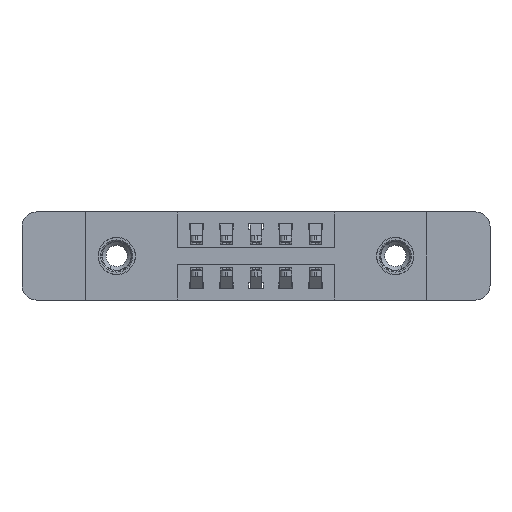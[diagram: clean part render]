
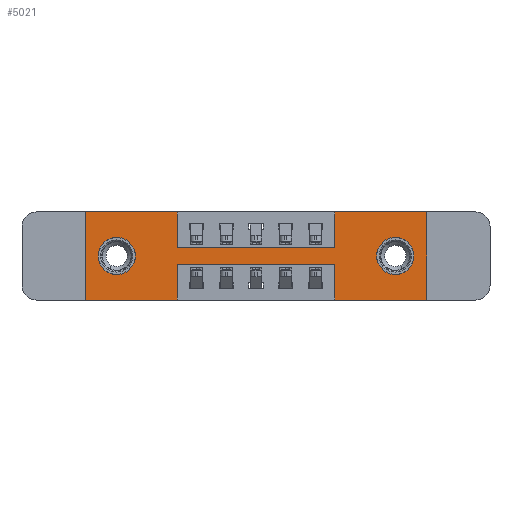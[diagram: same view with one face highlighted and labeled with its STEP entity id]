
A CAD part, front view. The second image highlights one B-rep face of the part: STEP entity #5021.
In plain terms, the highlighted planar face has unit normal (0, -1, 0).
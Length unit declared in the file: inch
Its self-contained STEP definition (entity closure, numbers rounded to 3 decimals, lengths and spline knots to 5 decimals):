
#48 = VERTEX_POINT ( 'NONE', #1351 ) ;
#131 = LINE ( 'NONE', #12317, #4957 ) ;
#311 = ORIENTED_EDGE ( 'NONE', *, *, #3707, .F. ) ;
#392 = DIRECTION ( 'NONE',  ( 0., 0., 1. ) ) ;
#402 = VERTEX_POINT ( 'NONE', #9332 ) ;
#420 = DIRECTION ( 'NONE',  ( 0., 0., -1. ) ) ;
#468 = ORIENTED_EDGE ( 'NONE', *, *, #12981, .T. ) ;
#547 = DIRECTION ( 'NONE',  ( 0., 0., 1. ) ) ;
#766 = VECTOR ( 'NONE', #906, 39.37008 ) ;
#906 = DIRECTION ( 'NONE',  ( 0., 0., -1. ) ) ;
#1103 = ORIENTED_EDGE ( 'NONE', *, *, #7702, .F. ) ;
#1351 = CARTESIAN_POINT ( 'NONE',  ( 0., 0., -0.37 ) ) ;
#1385 = VERTEX_POINT ( 'NONE', #8150 ) ;
#1467 = ORIENTED_EDGE ( 'NONE', *, *, #9564, .F. ) ;
#1728 = CARTESIAN_POINT ( 'NONE',  ( 1.0475, 0., -0.22 ) ) ;
#2114 = EDGE_CURVE ( 'NONE', #10557, #10021, #2483, .T. ) ;
#2164 = EDGE_CURVE ( 'NONE', #11769, #4615, #131, .T. ) ;
#2199 = CARTESIAN_POINT ( 'NONE',  ( 0.3875, 0., 0. ) ) ;
#2266 = CARTESIAN_POINT ( 'NONE',  ( 1.0475, 0., -0.37 ) ) ;
#2483 = LINE ( 'NONE', #2199, #766 ) ;
#2704 = DIRECTION ( 'NONE',  ( 0., 0., -1. ) ) ;
#2746 = CARTESIAN_POINT ( 'NONE',  ( 0.1325, 0., -0.107 ) ) ;
#2950 = CARTESIAN_POINT ( 'NONE',  ( 0.3875, 0., -0.37 ) ) ;
#3302 = CARTESIAN_POINT ( 'NONE',  ( 0.3875, 0., 0. ) ) ;
#3462 = EDGE_CURVE ( 'NONE', #12702, #10301, #5416, .T. ) ;
#3652 = DIRECTION ( 'NONE',  ( 1., 0., 0. ) ) ;
#3707 = EDGE_CURVE ( 'NONE', #12967, #1385, #6840, .T. ) ;
#4031 = ORIENTED_EDGE ( 'NONE', *, *, #10791, .T. ) ;
#4038 = EDGE_LOOP ( 'NONE', ( #468, #11215 ) ) ;
#4084 = CARTESIAN_POINT ( 'NONE',  ( 1.435, 0., 0. ) ) ;
#4110 = EDGE_CURVE ( 'NONE', #6457, #402, #10046, .T. ) ;
#4133 = DIRECTION ( 'NONE',  ( -1., 0., 0. ) ) ;
#4276 = LINE ( 'NONE', #5278, #8293 ) ;
#4367 = ORIENTED_EDGE ( 'NONE', *, *, #6483, .F. ) ;
#4615 = VERTEX_POINT ( 'NONE', #12033 ) ;
#4957 = VECTOR ( 'NONE', #7869, 39.37008 ) ;
#5021 = ADVANCED_FACE ( 'NONE', ( #10361, #13680, #12381 ), #6069, .T. ) ;
#5154 = LINE ( 'NONE', #6432, #5757 ) ;
#5175 = VECTOR ( 'NONE', #13232, 39.37008 ) ;
#5278 = CARTESIAN_POINT ( 'NONE',  ( 0.3875, 0., -0.37 ) ) ;
#5327 = VECTOR ( 'NONE', #9945, 39.37008 ) ;
#5416 = LINE ( 'NONE', #13155, #14122 ) ;
#5445 = EDGE_LOOP ( 'NONE', ( #4031, #11814 ) ) ;
#5454 = ORIENTED_EDGE ( 'NONE', *, *, #2114, .F. ) ;
#5720 = EDGE_LOOP ( 'NONE', ( #4367, #10002, #9868, #6704, #1103, #9258, #311, #1467, #5454, #8611, #6699, #10268 ) ) ;
#5722 = CARTESIAN_POINT ( 'NONE',  ( 0.3875, 0., -0.15 ) ) ;
#5757 = VECTOR ( 'NONE', #9745, 39.37008 ) ;
#5901 = EDGE_CURVE ( 'NONE', #48, #10740, #5154, .T. ) ;
#5965 = VERTEX_POINT ( 'NONE', #4084 ) ;
#6069 = PLANE ( 'NONE',  #7004 ) ;
#6246 = VECTOR ( 'NONE', #12268, 39.37008 ) ;
#6367 = AXIS2_PLACEMENT_3D ( 'NONE', #11572, #10634, #9429 ) ;
#6432 = CARTESIAN_POINT ( 'NONE',  ( 0., 0., 0. ) ) ;
#6441 = CARTESIAN_POINT ( 'NONE',  ( 0., 0., 0. ) ) ;
#6457 = VERTEX_POINT ( 'NONE', #10571 ) ;
#6483 = EDGE_CURVE ( 'NONE', #4615, #13918, #4276, .T. ) ;
#6565 = CARTESIAN_POINT ( 'NONE',  ( 1.435, 0., 0. ) ) ;
#6699 = ORIENTED_EDGE ( 'NONE', *, *, #5901, .F. ) ;
#6704 = ORIENTED_EDGE ( 'NONE', *, *, #3462, .F. ) ;
#6705 = DIRECTION ( 'NONE',  ( 0., 0., 1. ) ) ;
#6763 = AXIS2_PLACEMENT_3D ( 'NONE', #8294, #12666, #547 ) ;
#6840 = LINE ( 'NONE', #13734, #8364 ) ;
#6859 = DIRECTION ( 'NONE',  ( 0., -1., 0. ) ) ;
#6873 = DIRECTION ( 'NONE',  ( -1., 0., 0. ) ) ;
#6933 = VERTEX_POINT ( 'NONE', #14099 ) ;
#6998 = CARTESIAN_POINT ( 'NONE',  ( 0., 0., -0.37 ) ) ;
#7004 = AXIS2_PLACEMENT_3D ( 'NONE', #6998, #6859, #2704 ) ;
#7180 = CARTESIAN_POINT ( 'NONE',  ( 0.3875, 0., -0.15 ) ) ;
#7285 = DIRECTION ( 'NONE',  ( 0., 0., -1. ) ) ;
#7641 = LINE ( 'NONE', #6565, #5327 ) ;
#7702 = EDGE_CURVE ( 'NONE', #5965, #12702, #7641, .T. ) ;
#7738 = CARTESIAN_POINT ( 'NONE',  ( 1.3025, 0., -0.185 ) ) ;
#7869 = DIRECTION ( 'NONE',  ( -1., 0., 0. ) ) ;
#7962 = LINE ( 'NONE', #10107, #13412 ) ;
#7994 = EDGE_CURVE ( 'NONE', #1385, #5965, #10114, .T. ) ;
#8031 = DIRECTION ( 'NONE',  ( 0., 1., 0. ) ) ;
#8150 = CARTESIAN_POINT ( 'NONE',  ( 1.0475, 0., 0. ) ) ;
#8293 = VECTOR ( 'NONE', #7285, 39.37008 ) ;
#8294 = CARTESIAN_POINT ( 'NONE',  ( 0.1325, 0., -0.185 ) ) ;
#8364 = VECTOR ( 'NONE', #12788, 39.37008 ) ;
#8604 = CIRCLE ( 'NONE', #10650, 0.078 ) ;
#8611 = ORIENTED_EDGE ( 'NONE', *, *, #13163, .F. ) ;
#8823 = VERTEX_POINT ( 'NONE', #2746 ) ;
#8941 = LINE ( 'NONE', #2266, #9070 ) ;
#8969 = CARTESIAN_POINT ( 'NONE',  ( 0., 0., 0. ) ) ;
#9070 = VECTOR ( 'NONE', #6705, 39.37008 ) ;
#9258 = ORIENTED_EDGE ( 'NONE', *, *, #7994, .F. ) ;
#9332 = CARTESIAN_POINT ( 'NONE',  ( 1.3025, 0., -0.107 ) ) ;
#9346 = CARTESIAN_POINT ( 'NONE',  ( 0.1325, 0., -0.185 ) ) ;
#9429 = DIRECTION ( 'NONE',  ( 0., 0., -1. ) ) ;
#9564 = EDGE_CURVE ( 'NONE', #10021, #12967, #11012, .T. ) ;
#9745 = DIRECTION ( 'NONE',  ( 0., 0., 1. ) ) ;
#9863 = LINE ( 'NONE', #12220, #5175 ) ;
#9868 = ORIENTED_EDGE ( 'NONE', *, *, #11303, .F. ) ;
#9945 = DIRECTION ( 'NONE',  ( 0., 0., -1. ) ) ;
#10002 = ORIENTED_EDGE ( 'NONE', *, *, #2164, .F. ) ;
#10021 = VERTEX_POINT ( 'NONE', #7180 ) ;
#10046 = CIRCLE ( 'NONE', #6367, 0.078 ) ;
#10107 = CARTESIAN_POINT ( 'NONE',  ( 0., 0., -0.37 ) ) ;
#10114 = LINE ( 'NONE', #8969, #6246 ) ;
#10211 = DIRECTION ( 'NONE',  ( 0., 1., 0. ) ) ;
#10268 = ORIENTED_EDGE ( 'NONE', *, *, #12514, .F. ) ;
#10301 = VERTEX_POINT ( 'NONE', #12347 ) ;
#10361 = FACE_BOUND ( 'NONE', #5445, .T. ) ;
#10363 = CARTESIAN_POINT ( 'NONE',  ( 1.0475, 0., -0.15 ) ) ;
#10557 = VERTEX_POINT ( 'NONE', #3302 ) ;
#10571 = CARTESIAN_POINT ( 'NONE',  ( 1.3025, 0., -0.263 ) ) ;
#10616 = VECTOR ( 'NONE', #3652, 39.37008 ) ;
#10634 = DIRECTION ( 'NONE',  ( 0., 1., 0. ) ) ;
#10650 = AXIS2_PLACEMENT_3D ( 'NONE', #7738, #8031, #420 ) ;
#10740 = VERTEX_POINT ( 'NONE', #6441 ) ;
#10791 = EDGE_CURVE ( 'NONE', #402, #6457, #8604, .T. ) ;
#11012 = LINE ( 'NONE', #5722, #10616 ) ;
#11215 = ORIENTED_EDGE ( 'NONE', *, *, #13468, .T. ) ;
#11303 = EDGE_CURVE ( 'NONE', #10301, #11769, #8941, .T. ) ;
#11572 = CARTESIAN_POINT ( 'NONE',  ( 1.3025, 0., -0.185 ) ) ;
#11769 = VERTEX_POINT ( 'NONE', #1728 ) ;
#11810 = CIRCLE ( 'NONE', #13671, 0.078 ) ;
#11814 = ORIENTED_EDGE ( 'NONE', *, *, #4110, .T. ) ;
#11874 = CARTESIAN_POINT ( 'NONE',  ( 1.435, 0., -0.37 ) ) ;
#12033 = CARTESIAN_POINT ( 'NONE',  ( 0.3875, 0., -0.22 ) ) ;
#12220 = CARTESIAN_POINT ( 'NONE',  ( 0., 0., 0. ) ) ;
#12268 = DIRECTION ( 'NONE',  ( 1., 0., 0. ) ) ;
#12317 = CARTESIAN_POINT ( 'NONE',  ( 0.3875, 0., -0.22 ) ) ;
#12347 = CARTESIAN_POINT ( 'NONE',  ( 1.0475, 0., -0.37 ) ) ;
#12381 = FACE_OUTER_BOUND ( 'NONE', #5720, .T. ) ;
#12514 = EDGE_CURVE ( 'NONE', #13918, #48, #7962, .T. ) ;
#12666 = DIRECTION ( 'NONE',  ( 0., 1., 0. ) ) ;
#12702 = VERTEX_POINT ( 'NONE', #11874 ) ;
#12788 = DIRECTION ( 'NONE',  ( 0., 0., 1. ) ) ;
#12952 = CIRCLE ( 'NONE', #6763, 0.078 ) ;
#12967 = VERTEX_POINT ( 'NONE', #10363 ) ;
#12981 = EDGE_CURVE ( 'NONE', #8823, #6933, #12952, .T. ) ;
#13155 = CARTESIAN_POINT ( 'NONE',  ( 0., 0., -0.37 ) ) ;
#13163 = EDGE_CURVE ( 'NONE', #10740, #10557, #9863, .T. ) ;
#13232 = DIRECTION ( 'NONE',  ( 1., 0., 0. ) ) ;
#13412 = VECTOR ( 'NONE', #6873, 39.37008 ) ;
#13468 = EDGE_CURVE ( 'NONE', #6933, #8823, #11810, .T. ) ;
#13671 = AXIS2_PLACEMENT_3D ( 'NONE', #9346, #10211, #392 ) ;
#13680 = FACE_BOUND ( 'NONE', #4038, .T. ) ;
#13734 = CARTESIAN_POINT ( 'NONE',  ( 1.0475, 0., 0. ) ) ;
#13918 = VERTEX_POINT ( 'NONE', #2950 ) ;
#14099 = CARTESIAN_POINT ( 'NONE',  ( 0.1325, 0., -0.263 ) ) ;
#14122 = VECTOR ( 'NONE', #4133, 39.37008 ) ;
